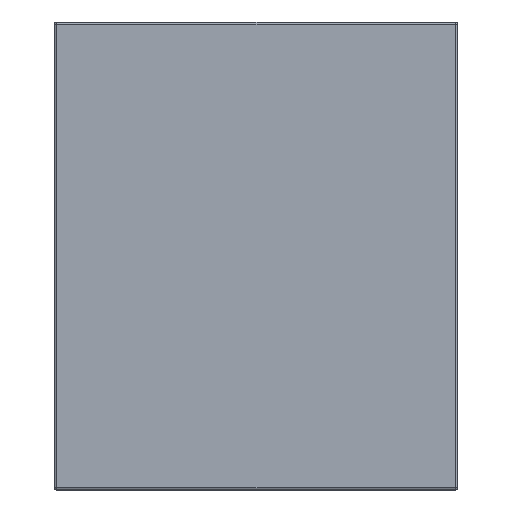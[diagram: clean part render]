
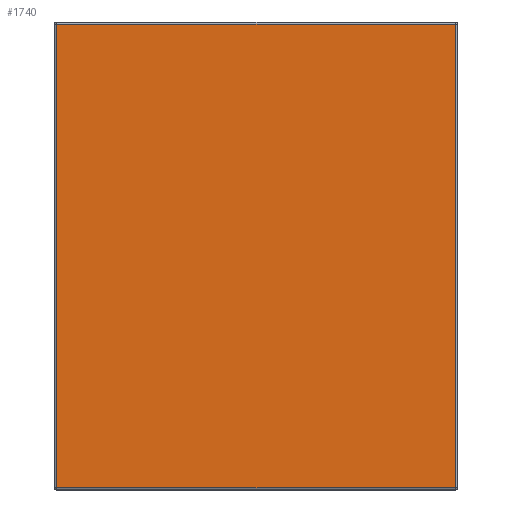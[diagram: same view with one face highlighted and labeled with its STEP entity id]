
A CAD part, left-side view. The second image highlights one B-rep face of the part: STEP entity #1740.
In plain terms, the highlighted planar face has unit normal (-1, 0, 0).
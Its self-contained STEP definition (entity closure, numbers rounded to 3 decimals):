
#32 = VECTOR ( 'NONE', #1626, 1000. ) ;
#141 = CARTESIAN_POINT ( 'NONE',  ( -1.1, 0.618, 0.007 ) ) ;
#234 = LINE ( 'NONE', #984, #903 ) ;
#242 = DIRECTION ( 'NONE',  ( 0., 0., 1. ) ) ;
#256 = DIRECTION ( 'NONE',  ( 1., 0., 0. ) ) ;
#283 = CARTESIAN_POINT ( 'NONE',  ( -1.1, 0.618, 1.45 ) ) ;
#394 = EDGE_CURVE ( 'NONE', #582, #1083, #1282, .T. ) ;
#402 = PLANE ( 'NONE',  #1472 ) ;
#520 = CARTESIAN_POINT ( 'NONE',  ( -1.1, -0.625, 1.442 ) ) ;
#538 = CARTESIAN_POINT ( 'NONE',  ( -1.1, -0.625, 1.45 ) ) ;
#549 = FACE_OUTER_BOUND ( 'NONE', #1754, .T. ) ;
#552 = EDGE_CURVE ( 'NONE', #692, #582, #860, .T. ) ;
#582 = VERTEX_POINT ( 'NONE', #141 ) ;
#684 = DIRECTION ( 'NONE',  ( 0., -1., 0. ) ) ;
#692 = VERTEX_POINT ( 'NONE', #1171 ) ;
#808 = ORIENTED_EDGE ( 'NONE', *, *, #394, .T. ) ;
#860 = LINE ( 'NONE', #283, #32 ) ;
#868 = CARTESIAN_POINT ( 'NONE',  ( -1.1, -0.617, 1.442 ) ) ;
#903 = VECTOR ( 'NONE', #242, 1000. ) ;
#920 = CARTESIAN_POINT ( 'NONE',  ( -1.1, -0.617, 0.007 ) ) ;
#984 = CARTESIAN_POINT ( 'NONE',  ( -1.1, -0.617, 1.45 ) ) ;
#1010 = DIRECTION ( 'NONE',  ( 0., 0., -1. ) ) ;
#1083 = VERTEX_POINT ( 'NONE', #920 ) ;
#1094 = VECTOR ( 'NONE', #1732, 1000. ) ;
#1125 = VERTEX_POINT ( 'NONE', #868 ) ;
#1128 = LINE ( 'NONE', #520, #1094 ) ;
#1171 = CARTESIAN_POINT ( 'NONE',  ( -1.1, 0.618, 1.442 ) ) ;
#1282 = LINE ( 'NONE', #1568, #1722 ) ;
#1472 = AXIS2_PLACEMENT_3D ( 'NONE', #538, #256, #1010 ) ;
#1480 = EDGE_CURVE ( 'NONE', #1125, #692, #1128, .T. ) ;
#1541 = ORIENTED_EDGE ( 'NONE', *, *, #1781, .T. ) ;
#1557 = ORIENTED_EDGE ( 'NONE', *, *, #552, .T. ) ;
#1568 = CARTESIAN_POINT ( 'NONE',  ( -1.1, -0.625, 0.007 ) ) ;
#1626 = DIRECTION ( 'NONE',  ( 0., 0., -1. ) ) ;
#1722 = VECTOR ( 'NONE', #684, 1000. ) ;
#1729 = ORIENTED_EDGE ( 'NONE', *, *, #1480, .T. ) ;
#1732 = DIRECTION ( 'NONE',  ( 0., 1., 0. ) ) ;
#1740 = ADVANCED_FACE ( 'NONE', ( #549 ), #402, .F. ) ;
#1754 = EDGE_LOOP ( 'NONE', ( #1557, #808, #1541, #1729 ) ) ;
#1781 = EDGE_CURVE ( 'NONE', #1083, #1125, #234, .T. ) ;
